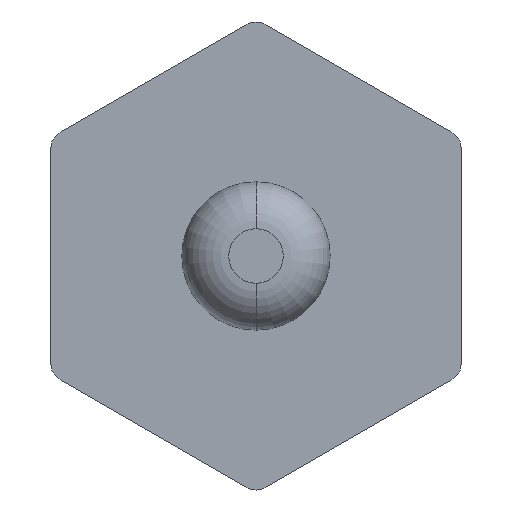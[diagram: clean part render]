
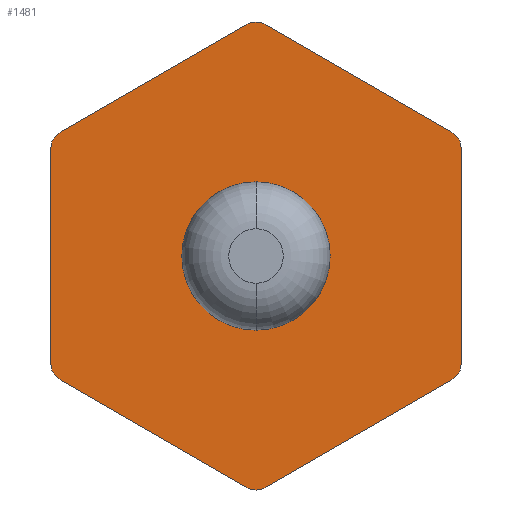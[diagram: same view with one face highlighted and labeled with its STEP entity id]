
A CAD part, left-side view. The second image highlights one B-rep face of the part: STEP entity #1481.
In plain terms, the highlighted planar face has unit normal (-1, 0, 0).
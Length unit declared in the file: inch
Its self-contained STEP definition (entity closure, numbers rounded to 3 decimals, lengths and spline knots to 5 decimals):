
#38 = DIRECTION ( 'NONE',  ( 0., 0., -1. ) ) ;
#39 = DIRECTION ( 'NONE',  ( -1., 0., 0. ) ) ;
#40 = CARTESIAN_POINT ( 'NONE',  ( -0.145, 0., 0. ) ) ;
#41 = AXIS2_PLACEMENT_3D ( 'NONE', #40, #39, #38 ) ;
#42 = CIRCLE ( 'NONE', #41, 0.079 ) ;
#150 = CARTESIAN_POINT ( 'NONE',  ( -0.145, 0., 0.079 ) ) ;
#151 = CARTESIAN_POINT ( 'NONE',  ( -0.145, 0., -0.079 ) ) ;
#153 = AXIS2_PLACEMENT_3D ( 'NONE', #181, #180, #179 ) ;
#154 = CIRCLE ( 'NONE', #153, 0.02 ) ;
#155 = CARTESIAN_POINT ( 'NONE',  ( -0.145, 0., -0.24921 ) ) ;
#177 = CARTESIAN_POINT ( 'NONE',  ( -0.145, -0.01, -0.24653 ) ) ;
#179 = DIRECTION ( 'NONE',  ( 0., 0., -1. ) ) ;
#180 = DIRECTION ( 'NONE',  ( -1., 0., 0. ) ) ;
#181 = CARTESIAN_POINT ( 'NONE',  ( -0.145, 0., -0.22921 ) ) ;
#242 = DIRECTION ( 'NONE',  ( 0., 0., -1. ) ) ;
#243 = DIRECTION ( 'NONE',  ( -1., 0., 0. ) ) ;
#244 = CARTESIAN_POINT ( 'NONE',  ( -0.145, -0.1985, 0.1146 ) ) ;
#245 = AXIS2_PLACEMENT_3D ( 'NONE', #244, #243, #242 ) ;
#246 = CIRCLE ( 'NONE', #245, 0.02 ) ;
#254 = CARTESIAN_POINT ( 'NONE',  ( -0.145, 0.2085, 0.13192 ) ) ;
#260 = CARTESIAN_POINT ( 'NONE',  ( -0.145, -0.2185, 0.1146 ) ) ;
#261 = CARTESIAN_POINT ( 'NONE',  ( -0.145, -0.2085, -0.13192 ) ) ;
#266 = DIRECTION ( 'NONE',  ( 0., 0., 1. ) ) ;
#267 = VECTOR ( 'NONE', #266, 39.37008 ) ;
#268 = CARTESIAN_POINT ( 'NONE',  ( -0.145, -0.2185, -0.12615 ) ) ;
#269 = LINE ( 'NONE', #268, #267 ) ;
#279 = DIRECTION ( 'NONE',  ( 0., 0., -1. ) ) ;
#280 = DIRECTION ( 'NONE',  ( -1., 0., 0. ) ) ;
#281 = AXIS2_PLACEMENT_3D ( 'NONE', #285, #280, #279 ) ;
#285 = CARTESIAN_POINT ( 'NONE',  ( -0.145, -0.1985, -0.1146 ) ) ;
#286 = CIRCLE ( 'NONE', #281, 0.02 ) ;
#295 = CIRCLE ( 'NONE', #303, 0.02 ) ;
#296 = LINE ( 'NONE', #299, #298 ) ;
#297 = DIRECTION ( 'NONE',  ( 0., -0.866, 0.5 ) ) ;
#298 = VECTOR ( 'NONE', #297, 39.37008 ) ;
#299 = CARTESIAN_POINT ( 'NONE',  ( -0.145, 0., -0.2523 ) ) ;
#300 = DIRECTION ( 'NONE',  ( 0., 0., -1. ) ) ;
#301 = DIRECTION ( 'NONE',  ( -1., 0., 0. ) ) ;
#302 = CARTESIAN_POINT ( 'NONE',  ( -0.145, 0.1985, 0.1146 ) ) ;
#303 = AXIS2_PLACEMENT_3D ( 'NONE', #302, #301, #300 ) ;
#326 = CIRCLE ( 'NONE', #331, 0.02 ) ;
#328 = DIRECTION ( 'NONE',  ( -1., 0., 0. ) ) ;
#330 = DIRECTION ( 'NONE',  ( 0., 0., -1. ) ) ;
#331 = AXIS2_PLACEMENT_3D ( 'NONE', #332, #328, #330 ) ;
#332 = CARTESIAN_POINT ( 'NONE',  ( -0.145, 0., -0.22921 ) ) ;
#340 = CARTESIAN_POINT ( 'NONE',  ( -0.145, 0.2185, -0.1146 ) ) ;
#341 = DIRECTION ( 'NONE',  ( 0., 0., -1. ) ) ;
#342 = VECTOR ( 'NONE', #341, 39.37008 ) ;
#343 = CARTESIAN_POINT ( 'NONE',  ( -0.145, 0.01, 0.24653 ) ) ;
#344 = CARTESIAN_POINT ( 'NONE',  ( -0.145, 0.2185, 0.12615 ) ) ;
#345 = LINE ( 'NONE', #344, #342 ) ;
#346 = CARTESIAN_POINT ( 'NONE',  ( -0.145, 0.2085, -0.13192 ) ) ;
#347 = CARTESIAN_POINT ( 'NONE',  ( -0.145, 0., 0. ) ) ;
#348 = VECTOR ( 'NONE', #352, 39.37008 ) ;
#349 = AXIS2_PLACEMENT_3D ( 'NONE', #347, #356, #355 ) ;
#350 = CIRCLE ( 'NONE', #349, 0.079 ) ;
#351 = CARTESIAN_POINT ( 'NONE',  ( -0.145, 0.2185, 0.1146 ) ) ;
#352 = DIRECTION ( 'NONE',  ( 0., 0.866, -0.5 ) ) ;
#353 = CARTESIAN_POINT ( 'NONE',  ( -0.145, 0., 0.2523 ) ) ;
#354 = LINE ( 'NONE', #353, #348 ) ;
#355 = DIRECTION ( 'NONE',  ( 0., 0., -1. ) ) ;
#356 = DIRECTION ( 'NONE',  ( -1., 0., 0. ) ) ;
#357 = CIRCLE ( 'NONE', #359, 0.02 ) ;
#358 = CARTESIAN_POINT ( 'NONE',  ( -0.145, 0., 0.22921 ) ) ;
#359 = AXIS2_PLACEMENT_3D ( 'NONE', #358, #364, #363 ) ;
#360 = DIRECTION ( 'NONE',  ( 0., 0., -1. ) ) ;
#361 = DIRECTION ( 'NONE',  ( -1., 0., 0. ) ) ;
#362 = CARTESIAN_POINT ( 'NONE',  ( -0.145, 0.1985, -0.1146 ) ) ;
#363 = DIRECTION ( 'NONE',  ( 0., 0., -1. ) ) ;
#364 = DIRECTION ( 'NONE',  ( -1., 0., 0. ) ) ;
#365 = AXIS2_PLACEMENT_3D ( 'NONE', #362, #361, #360 ) ;
#366 = CIRCLE ( 'NONE', #365, 0.02 ) ;
#933 = PLANE ( 'NONE',  #937 ) ;
#935 = CARTESIAN_POINT ( 'NONE',  ( -0.145, -0.2185, 0.12615 ) ) ;
#936 = DIRECTION ( 'NONE',  ( 1., 0., 0. ) ) ;
#937 = AXIS2_PLACEMENT_3D ( 'NONE', #935, #936, #941 ) ;
#941 = DIRECTION ( 'NONE',  ( 0., 0., -1. ) ) ;
#958 = CARTESIAN_POINT ( 'NONE',  ( -0.145, -0.2185, 0.12615 ) ) ;
#959 = LINE ( 'NONE', #958, #972 ) ;
#960 = VECTOR ( 'NONE', #967, 39.37008 ) ;
#961 = CARTESIAN_POINT ( 'NONE',  ( -0.145, 0.2185, -0.12615 ) ) ;
#962 = LINE ( 'NONE', #961, #960 ) ;
#966 = CARTESIAN_POINT ( 'NONE',  ( -0.145, -0.2185, -0.1146 ) ) ;
#967 = DIRECTION ( 'NONE',  ( 0., -0.866, -0.5 ) ) ;
#969 = FACE_BOUND ( 'NONE', #1411, .T. ) ;
#970 = FACE_OUTER_BOUND ( 'NONE', #1420, .T. ) ;
#971 = DIRECTION ( 'NONE',  ( 0., 0.866, 0.5 ) ) ;
#972 = VECTOR ( 'NONE', #971, 39.37008 ) ;
#991 = CARTESIAN_POINT ( 'NONE',  ( -0.145, -0.01, 0.24653 ) ) ;
#1004 = CARTESIAN_POINT ( 'NONE',  ( -0.145, -0.2085, 0.13192 ) ) ;
#1005 = CARTESIAN_POINT ( 'NONE',  ( -0.145, 0.01, -0.24653 ) ) ;
#1097 = EDGE_CURVE ( 'NONE', #1151, #1150, #42, .T. ) ;
#1150 = VERTEX_POINT ( 'NONE', #151 ) ;
#1151 = VERTEX_POINT ( 'NONE', #150 ) ;
#1166 = EDGE_CURVE ( 'NONE', #1167, #1168, #154, .T. ) ;
#1167 = VERTEX_POINT ( 'NONE', #155 ) ;
#1168 = VERTEX_POINT ( 'NONE', #177 ) ;
#1411 = EDGE_LOOP ( 'NONE', ( #1499, #1528 ) ) ;
#1420 = EDGE_LOOP ( 'NONE', ( #1489, #1485, #1475, #1479, #1518, #1517, #1496, #1522, #1462, #1523, #1494, #1539, #1507 ) ) ;
#1461 = VERTEX_POINT ( 'NONE', #991 ) ;
#1462 = ORIENTED_EDGE ( 'NONE', *, *, #1476, .T. ) ;
#1463 = VERTEX_POINT ( 'NONE', #1005 ) ;
#1464 = VERTEX_POINT ( 'NONE', #1004 ) ;
#1475 = ORIENTED_EDGE ( 'NONE', *, *, #1480, .T. ) ;
#1476 = EDGE_CURVE ( 'NONE', #1491, #1463, #962, .T. ) ;
#1478 = VERTEX_POINT ( 'NONE', #966 ) ;
#1479 = ORIENTED_EDGE ( 'NONE', *, *, #1497, .T. ) ;
#1480 = EDGE_CURVE ( 'NONE', #1464, #1461, #959, .T. ) ;
#1481 = ADVANCED_FACE ( 'NONE', ( #970, #969 ), #933, .F. ) ;
#1484 = EDGE_CURVE ( 'NONE', #1150, #1151, #350, .T. ) ;
#1485 = ORIENTED_EDGE ( 'NONE', *, *, #1520, .T. ) ;
#1486 = EDGE_CURVE ( 'NONE', #1488, #1521, #354, .T. ) ;
#1487 = VERTEX_POINT ( 'NONE', #351 ) ;
#1488 = VERTEX_POINT ( 'NONE', #343 ) ;
#1489 = ORIENTED_EDGE ( 'NONE', *, *, #1524, .T. ) ;
#1490 = EDGE_CURVE ( 'NONE', #1487, #1492, #345, .T. ) ;
#1491 = VERTEX_POINT ( 'NONE', #346 ) ;
#1492 = VERTEX_POINT ( 'NONE', #340 ) ;
#1493 = EDGE_CURVE ( 'NONE', #1463, #1167, #326, .T. ) ;
#1494 = ORIENTED_EDGE ( 'NONE', *, *, #1166, .T. ) ;
#1495 = EDGE_CURVE ( 'NONE', #1492, #1491, #366, .T. ) ;
#1496 = ORIENTED_EDGE ( 'NONE', *, *, #1490, .T. ) ;
#1497 = EDGE_CURVE ( 'NONE', #1461, #1488, #357, .T. ) ;
#1499 = ORIENTED_EDGE ( 'NONE', *, *, #1484, .F. ) ;
#1507 = ORIENTED_EDGE ( 'NONE', *, *, #1535, .T. ) ;
#1515 = VERTEX_POINT ( 'NONE', #261 ) ;
#1516 = VERTEX_POINT ( 'NONE', #260 ) ;
#1517 = ORIENTED_EDGE ( 'NONE', *, *, #1538, .T. ) ;
#1518 = ORIENTED_EDGE ( 'NONE', *, *, #1486, .T. ) ;
#1520 = EDGE_CURVE ( 'NONE', #1516, #1464, #246, .T. ) ;
#1521 = VERTEX_POINT ( 'NONE', #254 ) ;
#1522 = ORIENTED_EDGE ( 'NONE', *, *, #1495, .T. ) ;
#1523 = ORIENTED_EDGE ( 'NONE', *, *, #1493, .T. ) ;
#1524 = EDGE_CURVE ( 'NONE', #1478, #1516, #269, .T. ) ;
#1528 = ORIENTED_EDGE ( 'NONE', *, *, #1097, .F. ) ;
#1535 = EDGE_CURVE ( 'NONE', #1515, #1478, #286, .T. ) ;
#1538 = EDGE_CURVE ( 'NONE', #1521, #1487, #295, .T. ) ;
#1539 = ORIENTED_EDGE ( 'NONE', *, *, #1540, .T. ) ;
#1540 = EDGE_CURVE ( 'NONE', #1168, #1515, #296, .T. ) ;
